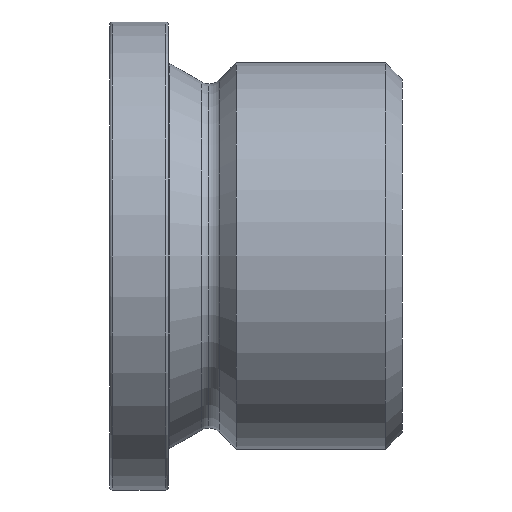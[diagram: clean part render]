
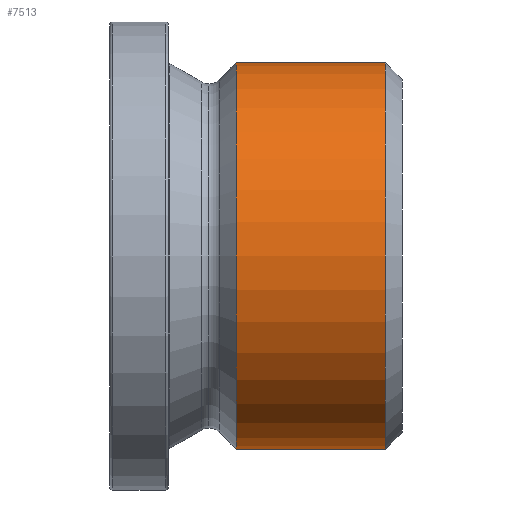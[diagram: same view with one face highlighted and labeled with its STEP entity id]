
A CAD part, front view. The second image highlights one B-rep face of the part: STEP entity #7513.
In plain terms, the highlighted cylindrical face has radius 13.22 mm (diameter 26.44 mm), a partial arc.
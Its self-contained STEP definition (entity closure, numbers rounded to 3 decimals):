
#101 = EDGE_CURVE ( 'NONE', #6136, #11689, #7433, .T. ) ;
#1095 = DIRECTION ( 'NONE',  ( 0., 0., 1. ) ) ;
#1509 = ORIENTED_EDGE ( 'NONE', *, *, #9672, .F. ) ;
#2744 = AXIS2_PLACEMENT_3D ( 'NONE', #3533, #13038, #1095 ) ;
#2924 = CYLINDRICAL_SURFACE ( 'NONE', #13722, 13.22 ) ;
#3061 = VECTOR ( 'NONE', #15755, 1000. ) ;
#3533 = CARTESIAN_POINT ( 'NONE',  ( 14.84, 0., 0. ) ) ;
#3627 = CIRCLE ( 'NONE', #8356, 13.22 ) ;
#4372 = DIRECTION ( 'NONE',  ( -1., 0., 0. ) ) ;
#4433 = DIRECTION ( 'NONE',  ( -1., 0., 0. ) ) ;
#4508 = EDGE_CURVE ( 'NONE', #5238, #14296, #14388, .T. ) ;
#5238 = VERTEX_POINT ( 'NONE', #10956 ) ;
#6136 = VERTEX_POINT ( 'NONE', #13609 ) ;
#6297 = EDGE_CURVE ( 'NONE', #6136, #5238, #14743, .T. ) ;
#6818 = CARTESIAN_POINT ( 'NONE',  ( -23.608, 0., 13.22 ) ) ;
#7071 = DIRECTION ( 'NONE',  ( -1., 0., 0. ) ) ;
#7433 = LINE ( 'NONE', #7536, #3061 ) ;
#7513 = ADVANCED_FACE ( 'NONE', ( #10529 ), #2924, .T. ) ;
#7536 = CARTESIAN_POINT ( 'NONE',  ( -23.608, 0., -13.22 ) ) ;
#8349 = CARTESIAN_POINT ( 'NONE',  ( 4.652, 0., -13.22 ) ) ;
#8356 = AXIS2_PLACEMENT_3D ( 'NONE', #11707, #4433, #12918 ) ;
#9232 = DIRECTION ( 'NONE',  ( 0., 0., 1. ) ) ;
#9427 = EDGE_LOOP ( 'NONE', ( #15508, #9521, #14069, #1509 ) ) ;
#9521 = ORIENTED_EDGE ( 'NONE', *, *, #6297, .T. ) ;
#9672 = EDGE_CURVE ( 'NONE', #11689, #14296, #3627, .T. ) ;
#10529 = FACE_OUTER_BOUND ( 'NONE', #9427, .T. ) ;
#10956 = CARTESIAN_POINT ( 'NONE',  ( 14.84, 0., 13.22 ) ) ;
#11548 = VECTOR ( 'NONE', #7071, 1000. ) ;
#11689 = VERTEX_POINT ( 'NONE', #8349 ) ;
#11707 = CARTESIAN_POINT ( 'NONE',  ( 4.652, 0., 0. ) ) ;
#12918 = DIRECTION ( 'NONE',  ( 0., 0., 1. ) ) ;
#13038 = DIRECTION ( 'NONE',  ( -1., 0., 0. ) ) ;
#13609 = CARTESIAN_POINT ( 'NONE',  ( 14.84, 0., -13.22 ) ) ;
#13722 = AXIS2_PLACEMENT_3D ( 'NONE', #14009, #4372, #9232 ) ;
#14009 = CARTESIAN_POINT ( 'NONE',  ( -23.608, 0., 0. ) ) ;
#14069 = ORIENTED_EDGE ( 'NONE', *, *, #4508, .T. ) ;
#14070 = CARTESIAN_POINT ( 'NONE',  ( 4.652, 0., 13.22 ) ) ;
#14296 = VERTEX_POINT ( 'NONE', #14070 ) ;
#14388 = LINE ( 'NONE', #6818, #11548 ) ;
#14743 = CIRCLE ( 'NONE', #2744, 13.22 ) ;
#15508 = ORIENTED_EDGE ( 'NONE', *, *, #101, .F. ) ;
#15755 = DIRECTION ( 'NONE',  ( -1., 0., 0. ) ) ;
